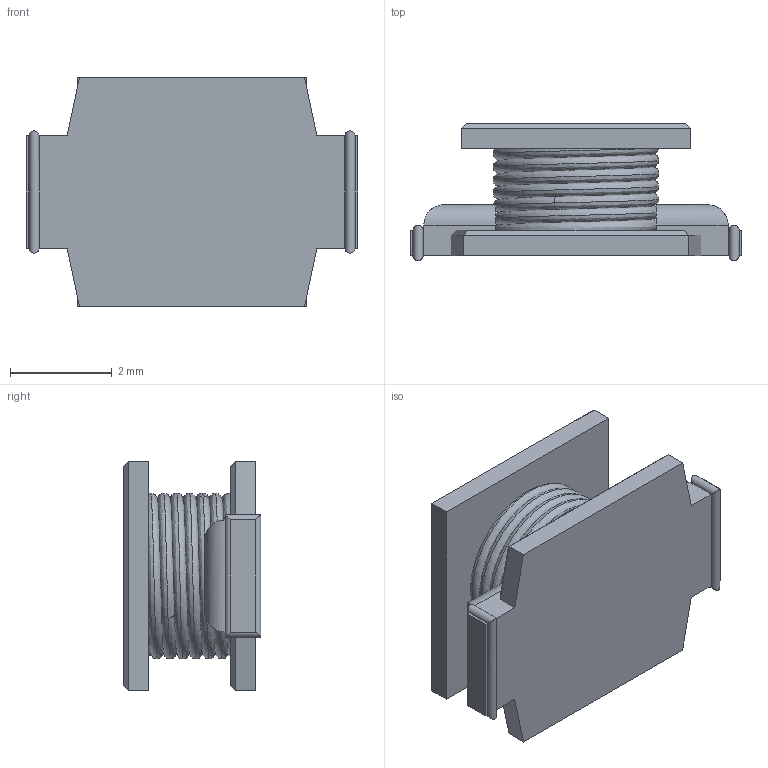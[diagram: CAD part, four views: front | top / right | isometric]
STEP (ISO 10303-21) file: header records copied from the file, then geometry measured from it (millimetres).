
FILE_DESCRIPTION((''),'2;1');
FILE_NAME('SDR0703','2012-07-10T',('ryans'),('Bourns, Inc.'),'PRO/ENGINEER BY PARAMETRIC TECHNOLOGY CORPORATION, 2010100','PRO/ENGINEER BY PARAMETRIC TECHNOLOGY CORPORATION, 2010100','');
FILE_SCHEMA(('CONFIG_CONTROL_DESIGN'));
Length unit declared in the file: millimetre
Products named in the file (1): SDR0703
Bounding box: 6.5 x 2.7 x 4.5 mm (x, y, z)
Volume: 28.4 mm3; surface area: 157.5 mm2
Topology: 1 solids, 1 shells, 69 faces, 176 edges, 106 vertices
Faces by surface type: plane 49, cylinder 14, bspline 6
Entity records: 7327 total; most frequent: CARTESIAN_POINT 5734, ORIENTED_EDGE 352, DIRECTION 261, EDGE_CURVE 176, VECTOR 127, LINE 127, VERTEX_POINT 106, EDGE_LOOP 72
